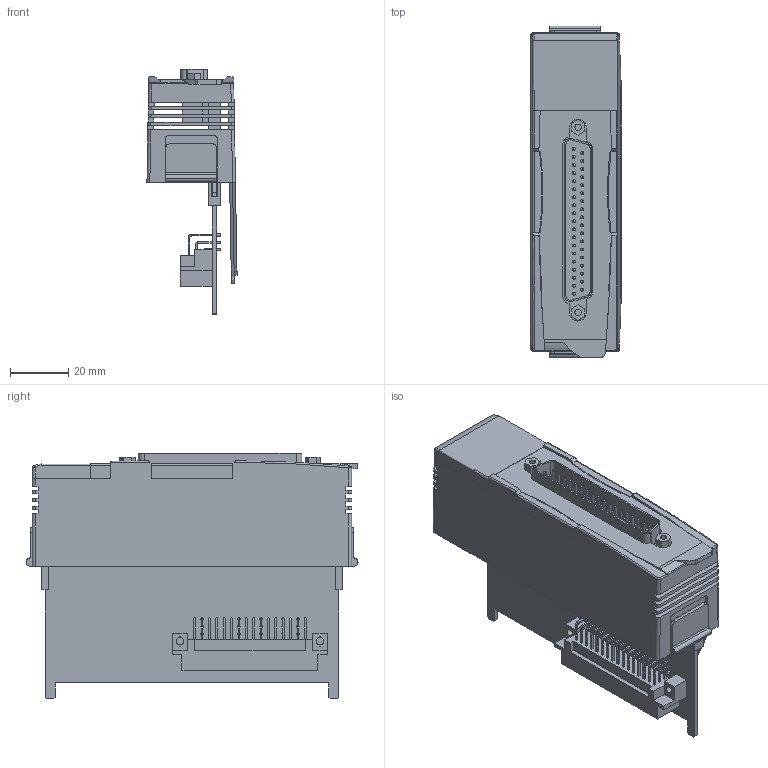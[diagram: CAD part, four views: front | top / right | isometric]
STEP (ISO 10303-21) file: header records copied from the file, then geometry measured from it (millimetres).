
FILE_DESCRIPTION (( 'STEP AP203' ), '1' );
FILE_NAME ('I-8040W.STEP', '2017-04-21T07:56:13', ( 'user' ), ( '' ), 'SwSTEP 2.0', 'SolidWorks 2013', '' );
FILE_SCHEMA (( 'CONFIG_CONTROL_DESIGN' ));
Length unit declared in the file: millimetre
Products named in the file (8): D-SUB-37pin-M; 8K面板_D-Sub 37Pin_公; I-8040W; io module 37 pin 32led PCB; Molex-48pin-90D; 8K_32LED_上蓋_散熱孔; 8K_32LED_遮光板; 8000固定扣
Assembly tree (8 placements, depth 2):
  I-8040W
    io module 37 pin 32led PCB
    Molex-48pin-90D
    8K_32LED_上蓋_散熱孔
    8K_32LED_遮光板
    8000固定扣  x2
    D-SUB-37pin-M
    8K面板_D-Sub 37Pin_公
Bounding box: 31.06 x 114.4 x 84.63 mm (x, y, z)
Volume: 53217.6 mm3; surface area: 64180.9 mm2
Topology: 8 solids, 8 shells, 2307 faces, 6186 edges, 3937 vertices
Faces by surface type: plane 1653, cylinder 558, sphere 74, bspline 19, torus 3
Entity records: 71239 total; most frequent: CARTESIAN_POINT 12957, ORIENTED_EDGE 11906, DIRECTION 11873, EDGE_CURVE 5953, VECTOR 4341, LINE 4341, VERTEX_POINT 3807, AXIS2_PLACEMENT_3D 3766
